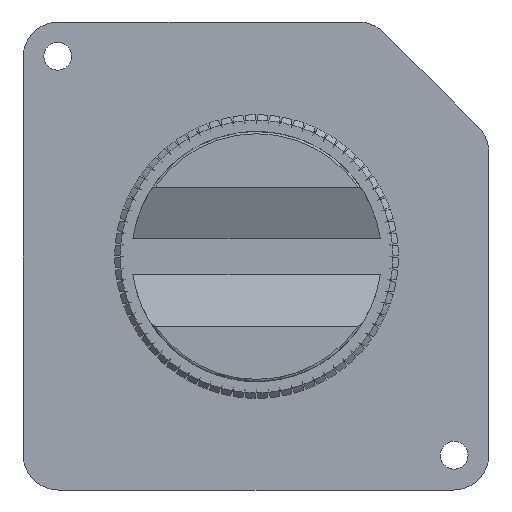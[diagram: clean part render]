
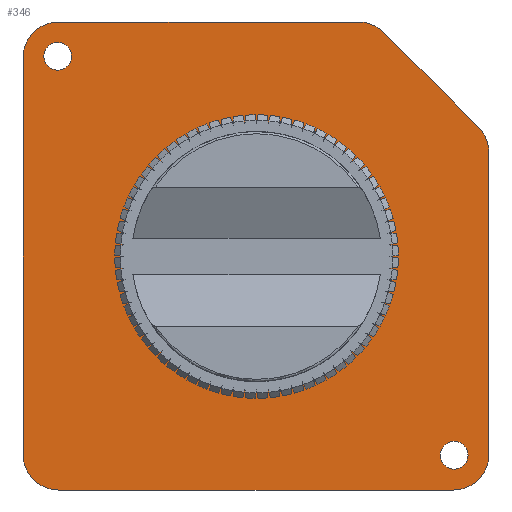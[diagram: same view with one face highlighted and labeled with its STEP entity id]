
A CAD part, front view. The second image highlights one B-rep face of the part: STEP entity #346.
In plain terms, the highlighted planar face has unit normal (0, -1, 0).
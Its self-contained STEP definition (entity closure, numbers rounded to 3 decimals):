
#1=DIRECTION('',(1.,0.,0.));
#2=VECTOR('',#1,26.975);
#3=CARTESIAN_POINT('',(3.2,0.,0.));
#4=LINE('',#3,#2);
#5=DIRECTION('',(0.707,0.,-0.707));
#6=VECTOR('',#5,12.057);
#7=CARTESIAN_POINT('',(32.437,0.,-0.937));
#8=LINE('',#7,#6);
#9=DIRECTION('',(0.,0.,-1.));
#10=VECTOR('',#9,27.175);
#11=CARTESIAN_POINT('',(41.9,0.,-11.725));
#12=LINE('',#11,#10);
#13=DIRECTION('',(-1.,0.,0.));
#14=VECTOR('',#13,35.5);
#15=CARTESIAN_POINT('',(38.7,0.,-42.1));
#16=LINE('',#15,#14);
#17=DIRECTION('',(0.,0.,1.));
#18=VECTOR('',#17,35.7);
#19=CARTESIAN_POINT('',(0.,0.,-38.9));
#20=LINE('',#19,#18);
#21=CARTESIAN_POINT('',(38.776,0.,-38.976));
#22=DIRECTION('',(0.,1.,0.));
#23=DIRECTION('',(1.,0.,0.));
#24=AXIS2_PLACEMENT_3D('',#21,#22,#23);
#26=CARTESIAN_POINT('',(38.776,0.,-38.976));
#27=DIRECTION('',(0.,1.,0.));
#28=DIRECTION('',(-1.,0.,0.));
#29=AXIS2_PLACEMENT_3D('',#26,#27,#28);
#31=CARTESIAN_POINT('',(3.114,0.,-3.086));
#32=DIRECTION('',(0.,1.,0.));
#33=DIRECTION('',(1.,0.,0.));
#34=AXIS2_PLACEMENT_3D('',#31,#32,#33);
#36=CARTESIAN_POINT('',(3.114,0.,-3.086));
#37=DIRECTION('',(0.,1.,0.));
#38=DIRECTION('',(-1.,0.,0.));
#39=AXIS2_PLACEMENT_3D('',#36,#37,#38);
#41=CARTESIAN_POINT('',(21.,0.,-21.1));
#42=DIRECTION('',(0.,1.,0.));
#43=DIRECTION('',(-1.,0.,0.));
#44=AXIS2_PLACEMENT_3D('',#41,#42,#43);
#46=CARTESIAN_POINT('',(21.,0.,-21.1));
#47=DIRECTION('',(0.,1.,0.));
#48=DIRECTION('',(1.,0.,0.));
#49=AXIS2_PLACEMENT_3D('',#46,#47,#48);
#55=CARTESIAN_POINT('',(3.2,0.,-3.2));
#56=DIRECTION('',(0.,-1.,0.));
#57=DIRECTION('',(0.,0.,1.));
#58=AXIS2_PLACEMENT_3D('',#55,#56,#57);
#73=CARTESIAN_POINT('',(3.2,0.,-38.9));
#74=DIRECTION('',(0.,-1.,0.));
#75=DIRECTION('',(-1.,0.,0.));
#76=AXIS2_PLACEMENT_3D('',#73,#74,#75);
#91=CARTESIAN_POINT('',(38.7,0.,-38.9));
#92=DIRECTION('',(0.,-1.,0.));
#93=DIRECTION('',(0.,0.,-1.));
#94=AXIS2_PLACEMENT_3D('',#91,#92,#93);
#109=CARTESIAN_POINT('',(38.7,0.,-11.725));
#110=DIRECTION('',(0.,-1.,0.));
#111=DIRECTION('',(1.,0.,0.));
#112=AXIS2_PLACEMENT_3D('',#109,#110,#111);
#127=CARTESIAN_POINT('',(30.175,0.,-3.2));
#128=DIRECTION('',(0.,-1.,0.));
#129=DIRECTION('',(0.707,0.,0.707));
#130=AXIS2_PLACEMENT_3D('',#127,#128,#129);
#233=CARTESIAN_POINT('',(41.9,0.,-11.725));
#235=VERTEX_POINT('',#233);
#237=CARTESIAN_POINT('',(40.963,0.,-9.463));
#239=VERTEX_POINT('',#237);
#241=CARTESIAN_POINT('',(32.437,0.,-0.937));
#243=VERTEX_POINT('',#241);
#245=CARTESIAN_POINT('',(30.175,0.,0.));
#247=VERTEX_POINT('',#245);
#249=CARTESIAN_POINT('',(3.2,0.,0.));
#251=VERTEX_POINT('',#249);
#253=CARTESIAN_POINT('',(0.,0.,-3.2));
#255=VERTEX_POINT('',#253);
#257=CARTESIAN_POINT('',(0.,0.,-38.9));
#259=VERTEX_POINT('',#257);
#261=CARTESIAN_POINT('',(3.2,0.,-42.1));
#263=VERTEX_POINT('',#261);
#265=CARTESIAN_POINT('',(38.7,0.,-42.1));
#267=VERTEX_POINT('',#265);
#269=CARTESIAN_POINT('',(41.9,0.,-38.9));
#271=VERTEX_POINT('',#269);
#273=CARTESIAN_POINT('',(40.025,0.,-38.976));
#274=CARTESIAN_POINT('',(37.526,0.,-38.976));
#275=VERTEX_POINT('',#273);
#276=VERTEX_POINT('',#274);
#281=CARTESIAN_POINT('',(4.364,0.,-3.086));
#282=CARTESIAN_POINT('',(1.865,0.,-3.086));
#283=VERTEX_POINT('',#281);
#284=VERTEX_POINT('',#282);
#293=CARTESIAN_POINT('',(17.7,0.,-21.1));
#294=CARTESIAN_POINT('',(24.3,0.,-21.1));
#295=VERTEX_POINT('',#293);
#296=VERTEX_POINT('',#294);
#301=CARTESIAN_POINT('',(0.,0.,0.));
#302=DIRECTION('',(0.,1.,0.));
#303=DIRECTION('',(1.,0.,0.));
#304=AXIS2_PLACEMENT_3D('',#301,#302,#303);
#305=PLANE('',#304);
#307=ORIENTED_EDGE('',*,*,#306,.T.);
#309=ORIENTED_EDGE('',*,*,#308,.F.);
#311=ORIENTED_EDGE('',*,*,#310,.T.);
#313=ORIENTED_EDGE('',*,*,#312,.F.);
#315=ORIENTED_EDGE('',*,*,#314,.T.);
#317=ORIENTED_EDGE('',*,*,#316,.F.);
#319=ORIENTED_EDGE('',*,*,#318,.T.);
#321=ORIENTED_EDGE('',*,*,#320,.F.);
#323=ORIENTED_EDGE('',*,*,#322,.T.);
#325=ORIENTED_EDGE('',*,*,#324,.F.);
#326=EDGE_LOOP('',(#307,#309,#311,#313,#315,#317,#319,#321,#323,#325));
#327=FACE_OUTER_BOUND('',#326,.F.);
#329=ORIENTED_EDGE('',*,*,#328,.F.);
#331=ORIENTED_EDGE('',*,*,#330,.F.);
#332=EDGE_LOOP('',(#329,#331));
#333=FACE_BOUND('',#332,.F.);
#335=ORIENTED_EDGE('',*,*,#334,.F.);
#337=ORIENTED_EDGE('',*,*,#336,.F.);
#338=EDGE_LOOP('',(#335,#337));
#339=FACE_BOUND('',#338,.F.);
#341=ORIENTED_EDGE('',*,*,#340,.F.);
#343=ORIENTED_EDGE('',*,*,#342,.F.);
#344=EDGE_LOOP('',(#341,#343));
#345=FACE_BOUND('',#344,.F.);
#346=ADVANCED_FACE('',(#327,#333,#339,#345),#305,.F.);
#25=CIRCLE('',#24,1.25);
#30=CIRCLE('',#29,1.25);
#35=CIRCLE('',#34,1.25);
#40=CIRCLE('',#39,1.25);
#45=CIRCLE('',#44,3.3);
#50=CIRCLE('',#49,3.3);
#59=CIRCLE('',#58,3.2);
#77=CIRCLE('',#76,3.2);
#95=CIRCLE('',#94,3.2);
#113=CIRCLE('',#112,3.2);
#131=CIRCLE('',#130,3.2);
#306=EDGE_CURVE('',#251,#247,#4,.T.);
#308=EDGE_CURVE('',#243,#247,#131,.T.);
#310=EDGE_CURVE('',#243,#239,#8,.T.);
#312=EDGE_CURVE('',#235,#239,#113,.T.);
#314=EDGE_CURVE('',#235,#271,#12,.T.);
#316=EDGE_CURVE('',#267,#271,#95,.T.);
#318=EDGE_CURVE('',#267,#263,#16,.T.);
#320=EDGE_CURVE('',#259,#263,#77,.T.);
#322=EDGE_CURVE('',#259,#255,#20,.T.);
#324=EDGE_CURVE('',#251,#255,#59,.T.);
#328=EDGE_CURVE('',#275,#276,#25,.T.);
#330=EDGE_CURVE('',#276,#275,#30,.T.);
#334=EDGE_CURVE('',#283,#284,#35,.T.);
#336=EDGE_CURVE('',#284,#283,#40,.T.);
#340=EDGE_CURVE('',#295,#296,#45,.T.);
#342=EDGE_CURVE('',#296,#295,#50,.T.);
